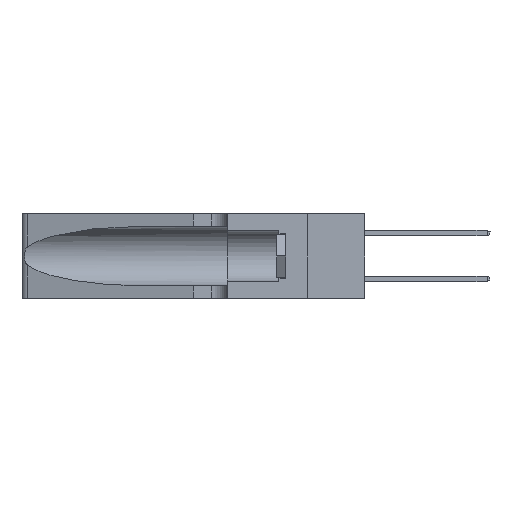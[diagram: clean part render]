
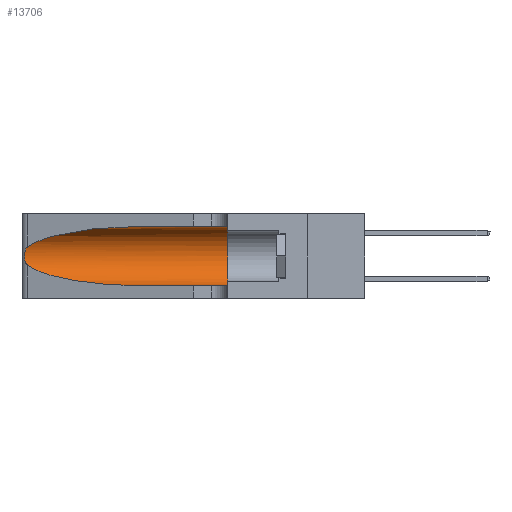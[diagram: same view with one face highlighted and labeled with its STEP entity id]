
A CAD part, left-side view. The second image highlights one B-rep face of the part: STEP entity #13706.
In plain terms, the highlighted cylindrical face has radius 3.308 mm (diameter 6.617 mm), a partial arc.
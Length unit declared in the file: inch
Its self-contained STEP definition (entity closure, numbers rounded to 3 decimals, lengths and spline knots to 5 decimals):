
#207 = AXIS2_PLACEMENT_3D ( 'NONE', #39268, #3972, #18912 ) ;
#504 = ORIENTED_EDGE ( 'NONE', *, *, #12116, .T. ) ;
#545 = CARTESIAN_POINT ( 'NONE',  ( 0.2373, 1.15595, 0.08982 ) ) ;
#761 = CARTESIAN_POINT ( 'NONE',  ( 0.26017, 1.23833, 0.17102 ) ) ;
#825 = VECTOR ( 'NONE', #28135, 39.37008 ) ;
#892 = CARTESIAN_POINT ( 'NONE',  ( 0.25789, 1.23486, 0.15765 ) ) ;
#1086 = CARTESIAN_POINT ( 'NONE',  ( 0.25487, 1.22718, 0.14631 ) ) ;
#3547 = DIRECTION ( 'NONE',  ( 0., 0., 1. ) ) ;
#3650 = ORIENTED_EDGE ( 'NONE', *, *, #20272, .F. ) ;
#3781 = CARTESIAN_POINT ( 'NONE',  ( 0.1305, 1.61858, 0.31525 ) ) ;
#3972 = DIRECTION ( 'NONE',  ( 0., -1., 0. ) ) ;
#4269 = CARTESIAN_POINT ( 'NONE',  ( 0.1305, 0.72297, 0.31525 ) ) ;
#4525 = AXIS2_PLACEMENT_3D ( 'NONE', #12793, #13180, #3547 ) ;
#5132 = CARTESIAN_POINT ( 'NONE',  ( 0.1305, 0.72297, 0.05475 ) ) ;
#6447 = CARTESIAN_POINT ( 'NONE',  ( 0.18966, 0.96281, 0.31525 ) ) ;
#6501 = FACE_OUTER_BOUND ( 'NONE', #31998, .T. ) ;
#6678 = CARTESIAN_POINT ( 'NONE',  ( 0.1305, 0.35, 0.05475 ) ) ;
#6824 = VERTEX_POINT ( 'NONE', #5132 ) ;
#6934 = CARTESIAN_POINT ( 'NONE',  ( 0.26018, 1.23835, 0.19895 ) ) ;
#9738 = ORIENTED_EDGE ( 'NONE', *, *, #26867, .T. ) ;
#9997 = VERTEX_POINT ( 'NONE', #1086 ) ;
#12116 = EDGE_CURVE ( 'NONE', #6824, #34544, #37827, .T. ) ;
#12323 = CARTESIAN_POINT ( 'NONE',  ( 0.25854, 1.2359, 0.20912 ) ) ;
#12793 = CARTESIAN_POINT ( 'NONE',  ( 0.1305, 0.35, 0.185 ) ) ;
#13180 = DIRECTION ( 'NONE',  ( 0., 1., 0. ) ) ;
#13465 = DIRECTION ( 'NONE',  ( 0., -1., 0. ) ) ;
#13706 = ADVANCED_FACE ( 'NONE', ( #6501 ), #39151, .F. ) ;
#14039 = VERTEX_POINT ( 'NONE', #37187 ) ;
#14238 = EDGE_CURVE ( 'NONE', #14039, #9997, #29117, .T. ) ;
#14362 = ORIENTED_EDGE ( 'NONE', *, *, #14238, .T. ) ;
#14852 =( BOUNDED_CURVE ( )  B_SPLINE_CURVE ( 3, ( #31202, #6447, #37538, #25162 ),
 .UNSPECIFIED., .F., .F. ) 
 B_SPLINE_CURVE_WITH_KNOTS ( ( 4, 4 ),
 ( 1.5708, 2.84003 ),
 .UNSPECIFIED. ) 
 CURVE ( )  GEOMETRIC_REPRESENTATION_ITEM ( )  RATIONAL_B_SPLINE_CURVE ( ( 1., 0.87, 0.87, 1. ) ) 
 REPRESENTATION_ITEM ( '' )  );
#15598 = CARTESIAN_POINT ( 'NONE',  ( 0.25787, 1.23484, 0.2124 ) ) ;
#18310 =( BOUNDED_CURVE ( )  B_SPLINE_CURVE ( 3, ( #31096, #545, #28700, #35138 ),
 .UNSPECIFIED., .F., .F. ) 
 B_SPLINE_CURVE_WITH_KNOTS ( ( 4, 4 ),
 ( 3.44316, 4.71239 ),
 .UNSPECIFIED. ) 
 CURVE ( )  GEOMETRIC_REPRESENTATION_ITEM ( )  RATIONAL_B_SPLINE_CURVE ( ( 1., 0.87, 0.87, 1. ) ) 
 REPRESENTATION_ITEM ( '' )  );
#18498 = CARTESIAN_POINT ( 'NONE',  ( 0.1305, 0.35, 0.31525 ) ) ;
#18585 = CARTESIAN_POINT ( 'NONE',  ( 0.25555, 1.22994, 0.2215 ) ) ;
#18912 = DIRECTION ( 'NONE',  ( 0., 0., -1. ) ) ;
#20272 = EDGE_CURVE ( 'NONE', #24394, #33766, #21873, .T. ) ;
#20788 = ORIENTED_EDGE ( 'NONE', *, *, #22927, .T. ) ;
#21476 = VECTOR ( 'NONE', #13465, 39.37008 ) ;
#21873 = LINE ( 'NONE', #3781, #825 ) ;
#22191 = CARTESIAN_POINT ( 'NONE',  ( 0.25487, 1.22718, 0.14631 ) ) ;
#22471 = CARTESIAN_POINT ( 'NONE',  ( 0.26075, 1.23896, 0.19203 ) ) ;
#22565 = CARTESIAN_POINT ( 'NONE',  ( 0.1305, 1.61858, 0.05475 ) ) ;
#22927 = EDGE_CURVE ( 'NONE', #24394, #14039, #14852, .T. ) ;
#23904 = CIRCLE ( 'NONE', #4525, 0.13025 ) ;
#24394 = VERTEX_POINT ( 'NONE', #4269 ) ;
#25162 = CARTESIAN_POINT ( 'NONE',  ( 0.25487, 1.22718, 0.22369 ) ) ;
#25384 = CARTESIAN_POINT ( 'NONE',  ( 0.26075, 1.23896, 0.178 ) ) ;
#26867 = EDGE_CURVE ( 'NONE', #9997, #6824, #18310, .T. ) ;
#27814 = CARTESIAN_POINT ( 'NONE',  ( 0.25639, 1.23184, 0.21858 ) ) ;
#28071 = CARTESIAN_POINT ( 'NONE',  ( 0.25856, 1.23593, 0.16098 ) ) ;
#28135 = DIRECTION ( 'NONE',  ( 0., -1., 0. ) ) ;
#28700 = CARTESIAN_POINT ( 'NONE',  ( 0.18966, 0.96281, 0.05475 ) ) ;
#29117 = B_SPLINE_CURVE_WITH_KNOTS ( 'NONE', 3,
 ( #34110, #18585, #27814, #15598, #12323, #6934, #22471, #25384, #761, #28071, #892, #34523, #31158, #22191 ),
 .UNSPECIFIED., .F., .F.,
 ( 4, 2, 2, 2, 2, 2, 4 ),
 ( 0., 0.00027, 0.00053, 0.00107, 0.0016, 0.00187, 0.00214 ),
 .UNSPECIFIED. ) ;
#29475 = ORIENTED_EDGE ( 'NONE', *, *, #33046, .F. ) ;
#31096 = CARTESIAN_POINT ( 'NONE',  ( 0.25487, 1.22718, 0.14631 ) ) ;
#31158 = CARTESIAN_POINT ( 'NONE',  ( 0.25555, 1.22993, 0.14849 ) ) ;
#31202 = CARTESIAN_POINT ( 'NONE',  ( 0.1305, 0.72297, 0.31525 ) ) ;
#31998 = EDGE_LOOP ( 'NONE', ( #20788, #14362, #9738, #504, #29475, #3650 ) ) ;
#33046 = EDGE_CURVE ( 'NONE', #33766, #34544, #23904, .T. ) ;
#33766 = VERTEX_POINT ( 'NONE', #18498 ) ;
#34110 = CARTESIAN_POINT ( 'NONE',  ( 0.25487, 1.22718, 0.22369 ) ) ;
#34523 = CARTESIAN_POINT ( 'NONE',  ( 0.25639, 1.23186, 0.15144 ) ) ;
#34544 = VERTEX_POINT ( 'NONE', #6678 ) ;
#35138 = CARTESIAN_POINT ( 'NONE',  ( 0.1305, 0.72297, 0.05475 ) ) ;
#37187 = CARTESIAN_POINT ( 'NONE',  ( 0.25487, 1.22718, 0.22369 ) ) ;
#37538 = CARTESIAN_POINT ( 'NONE',  ( 0.2373, 1.15595, 0.28018 ) ) ;
#37827 = LINE ( 'NONE', #22565, #21476 ) ;
#39151 = CYLINDRICAL_SURFACE ( 'NONE', #207, 0.13025 ) ;
#39268 = CARTESIAN_POINT ( 'NONE',  ( 0.1305, 1.61858, 0.185 ) ) ;
